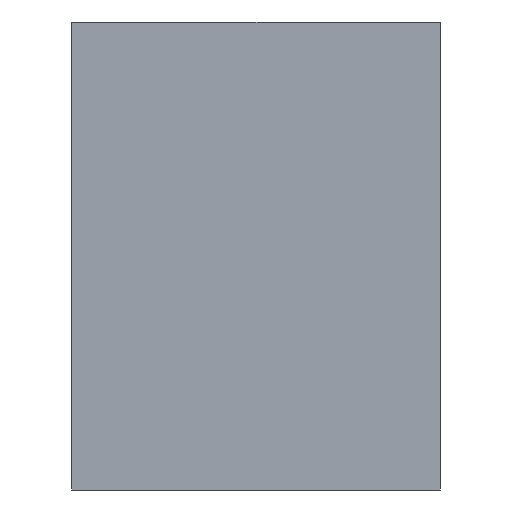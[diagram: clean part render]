
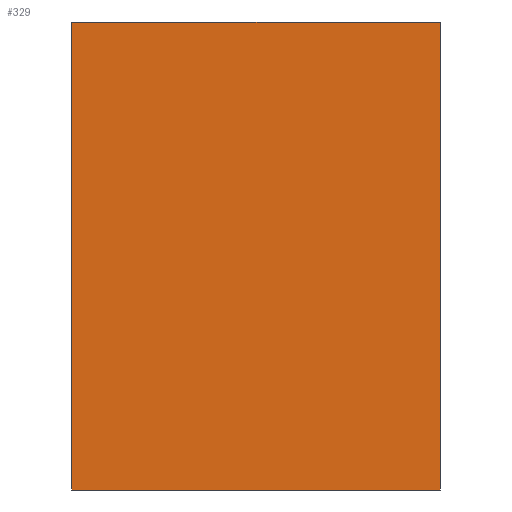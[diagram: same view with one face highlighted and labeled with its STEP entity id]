
A CAD part, left-side view. The second image highlights one B-rep face of the part: STEP entity #329.
In plain terms, the highlighted planar face has unit normal (-1, 0, 0).
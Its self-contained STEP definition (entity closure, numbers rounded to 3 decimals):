
#7 = EDGE_CURVE ( 'NONE', #250, #396, #14, .T. ) ;
#13 = FACE_OUTER_BOUND ( 'NONE', #287, .T. ) ;
#14 = LINE ( 'NONE', #128, #198 ) ;
#26 = EDGE_CURVE ( 'NONE', #379, #250, #395, .T. ) ;
#61 = CARTESIAN_POINT ( 'NONE',  ( -25.4, 0., -6.35 ) ) ;
#80 = LINE ( 'NONE', #149, #419 ) ;
#82 = CARTESIAN_POINT ( 'NONE',  ( -25.4, 0., 6.35 ) ) ;
#92 = VERTEX_POINT ( 'NONE', #61 ) ;
#104 = LINE ( 'NONE', #391, #413 ) ;
#128 = CARTESIAN_POINT ( 'NONE',  ( -25.4, 10., 6.35 ) ) ;
#149 = CARTESIAN_POINT ( 'NONE',  ( -25.4, 10., -6.35 ) ) ;
#195 = DIRECTION ( 'NONE',  ( 0., -1., 0. ) ) ;
#198 = VECTOR ( 'NONE', #195, 1000. ) ;
#224 = AXIS2_PLACEMENT_3D ( 'NONE', #393, #426, #425 ) ;
#236 = EDGE_CURVE ( 'NONE', #92, #396, #104, .T. ) ;
#250 = VERTEX_POINT ( 'NONE', #358 ) ;
#277 = DIRECTION ( 'NONE',  ( 0., -1., 0. ) ) ;
#283 = EDGE_CURVE ( 'NONE', #379, #92, #80, .T. ) ;
#287 = EDGE_LOOP ( 'NONE', ( #289, #372, #408, #402 ) ) ;
#289 = ORIENTED_EDGE ( 'NONE', *, *, #236, .T. ) ;
#300 = VECTOR ( 'NONE', #374, 1000. ) ;
#329 = ADVANCED_FACE ( 'NONE', ( #13 ), #357, .F. ) ;
#355 = DIRECTION ( 'NONE',  ( 0., 0., 1. ) ) ;
#357 = PLANE ( 'NONE',  #224 ) ;
#358 = CARTESIAN_POINT ( 'NONE',  ( -25.4, 10., 6.35 ) ) ;
#372 = ORIENTED_EDGE ( 'NONE', *, *, #7, .F. ) ;
#374 = DIRECTION ( 'NONE',  ( 0., 0., 1. ) ) ;
#375 = CARTESIAN_POINT ( 'NONE',  ( -25.4, 10., -6.35 ) ) ;
#379 = VERTEX_POINT ( 'NONE', #386 ) ;
#386 = CARTESIAN_POINT ( 'NONE',  ( -25.4, 10., -6.35 ) ) ;
#391 = CARTESIAN_POINT ( 'NONE',  ( -25.4, 0., -6.35 ) ) ;
#393 = CARTESIAN_POINT ( 'NONE',  ( -25.4, 10., -6.35 ) ) ;
#395 = LINE ( 'NONE', #375, #300 ) ;
#396 = VERTEX_POINT ( 'NONE', #82 ) ;
#402 = ORIENTED_EDGE ( 'NONE', *, *, #283, .T. ) ;
#408 = ORIENTED_EDGE ( 'NONE', *, *, #26, .F. ) ;
#413 = VECTOR ( 'NONE', #355, 1000. ) ;
#419 = VECTOR ( 'NONE', #277, 1000. ) ;
#425 = DIRECTION ( 'NONE',  ( 0., 0., -1. ) ) ;
#426 = DIRECTION ( 'NONE',  ( 1., 0., 0. ) ) ;
